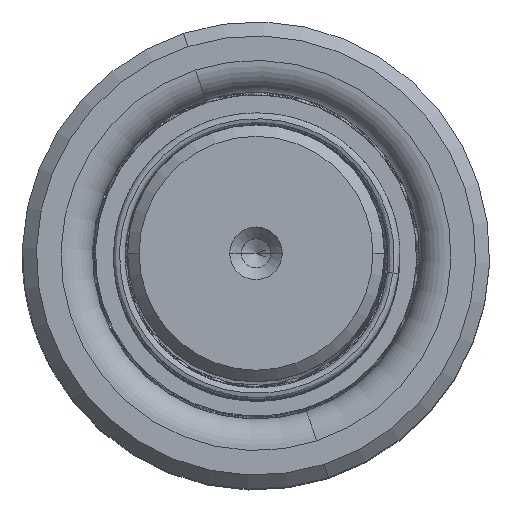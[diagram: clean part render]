
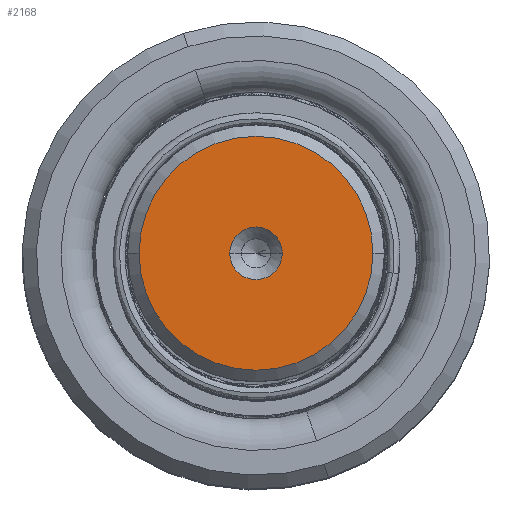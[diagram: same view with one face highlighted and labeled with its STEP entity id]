
A CAD part, top view. The second image highlights one B-rep face of the part: STEP entity #2168.
In plain terms, the highlighted planar face has unit normal (0, 0, 1).
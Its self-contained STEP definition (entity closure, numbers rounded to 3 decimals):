
#353 = ORIENTED_EDGE ( 'NONE', *, *, #43466, .F. ) ;
#931 = VERTEX_POINT ( 'NONE', #16752 ) ;
#1133 = EDGE_LOOP ( 'NONE', ( #29508, #24768 ) ) ;
#2168 = ADVANCED_FACE ( 'NONE', ( #45857, #34391 ), #19199, .T. ) ;
#4805 = AXIS2_PLACEMENT_3D ( 'NONE', #39470, #47423, #43698 ) ;
#4967 = ORIENTED_EDGE ( 'NONE', *, *, #15833, .F. ) ;
#6884 = CIRCLE ( 'NONE', #36849, 10.009 ) ;
#8862 = DIRECTION ( 'NONE',  ( 1., 0., 0. ) ) ;
#11362 = CARTESIAN_POINT ( 'NONE',  ( 10.009, 0., 160. ) ) ;
#12573 = CARTESIAN_POINT ( 'NONE',  ( 0., 0., 160. ) ) ;
#14491 = AXIS2_PLACEMENT_3D ( 'NONE', #23266, #51476, #31266 ) ;
#15833 = EDGE_CURVE ( 'NONE', #23230, #38682, #27069, .T. ) ;
#16752 = CARTESIAN_POINT ( 'NONE',  ( -10.009, 0., 160. ) ) ;
#16830 = DIRECTION ( 'NONE',  ( 0., 0., 1. ) ) ;
#19199 = PLANE ( 'NONE',  #39659 ) ;
#20390 = DIRECTION ( 'NONE',  ( 0., 0., 1. ) ) ;
#20910 = CARTESIAN_POINT ( 'NONE',  ( 0., 0., 160. ) ) ;
#21182 = CIRCLE ( 'NONE', #40169, 2.25 ) ;
#23229 = CARTESIAN_POINT ( 'NONE',  ( 2.25, 0., 160. ) ) ;
#23230 = VERTEX_POINT ( 'NONE', #23229 ) ;
#23266 = CARTESIAN_POINT ( 'NONE',  ( 0., 0., 160. ) ) ;
#23296 = DIRECTION ( 'NONE',  ( 0., 0., 1. ) ) ;
#23686 = EDGE_LOOP ( 'NONE', ( #4967, #353 ) ) ;
#23971 = CARTESIAN_POINT ( 'NONE',  ( -2.25, 0., 160. ) ) ;
#24768 = ORIENTED_EDGE ( 'NONE', *, *, #28163, .T. ) ;
#27069 = CIRCLE ( 'NONE', #4805, 2.25 ) ;
#28163 = EDGE_CURVE ( 'NONE', #45212, #931, #41909, .T. ) ;
#29508 = ORIENTED_EDGE ( 'NONE', *, *, #32419, .T. ) ;
#31266 = DIRECTION ( 'NONE',  ( 1., 0., 0. ) ) ;
#32419 = EDGE_CURVE ( 'NONE', #931, #45212, #6884, .T. ) ;
#34391 = FACE_OUTER_BOUND ( 'NONE', #1133, .T. ) ;
#36849 = AXIS2_PLACEMENT_3D ( 'NONE', #12573, #16830, #8862 ) ;
#38682 = VERTEX_POINT ( 'NONE', #23971 ) ;
#39470 = CARTESIAN_POINT ( 'NONE',  ( 0., 0., 160. ) ) ;
#39659 = AXIS2_PLACEMENT_3D ( 'NONE', #47579, #23296, #51688 ) ;
#40169 = AXIS2_PLACEMENT_3D ( 'NONE', #20910, #20390, #41011 ) ;
#41011 = DIRECTION ( 'NONE',  ( 1., 0., 0. ) ) ;
#41909 = CIRCLE ( 'NONE', #14491, 10.009 ) ;
#43466 = EDGE_CURVE ( 'NONE', #38682, #23230, #21182, .T. ) ;
#43698 = DIRECTION ( 'NONE',  ( 1., 0., 0. ) ) ;
#45212 = VERTEX_POINT ( 'NONE', #11362 ) ;
#45857 = FACE_BOUND ( 'NONE', #23686, .T. ) ;
#47423 = DIRECTION ( 'NONE',  ( 0., 0., 1. ) ) ;
#47579 = CARTESIAN_POINT ( 'NONE',  ( 0., 0., 160. ) ) ;
#51476 = DIRECTION ( 'NONE',  ( 0., 0., 1. ) ) ;
#51688 = DIRECTION ( 'NONE',  ( 1., 0., 0. ) ) ;
